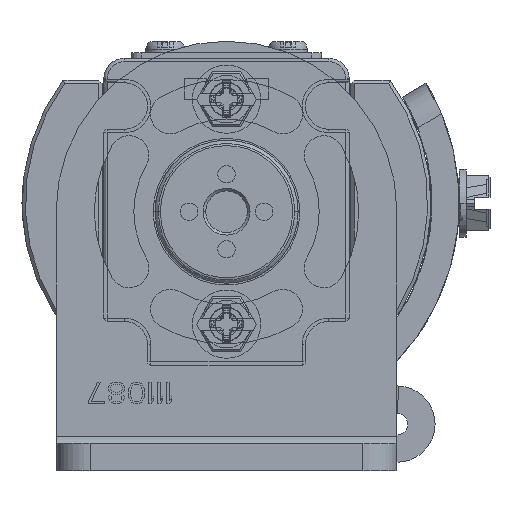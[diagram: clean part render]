
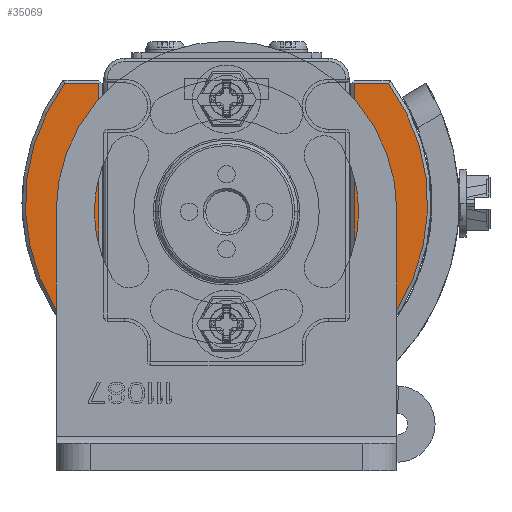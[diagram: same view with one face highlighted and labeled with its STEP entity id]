
A CAD part, front view. The second image highlights one B-rep face of the part: STEP entity #35069.
In plain terms, the highlighted face is planar.
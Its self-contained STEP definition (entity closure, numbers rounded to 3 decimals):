
#34054=DIRECTION('',(1.,0.,0.));
#34055=VECTOR('',#34054,37.);
#34056=CARTESIAN_POINT('',(-19.5,-18.75,-10.));
#34057=LINE('',#34056,#34055);
#34074=DIRECTION('',(0.,-1.,0.));
#34075=VECTOR('',#34074,4.999);
#34076=CARTESIAN_POINT('',(17.5,-18.75,-10.));
#34077=LINE('',#34076,#34075);
#34092=CARTESIAN_POINT('',(0.,0.,-10.));
#34093=DIRECTION('',(0.,0.,-1.));
#34094=DIRECTION('',(0.593,-0.805,0.));
#34095=AXIS2_PLACEMENT_3D('',#34092,#34093,#34094);
#34715=CARTESIAN_POINT('',(-19.5,15.25,-10.));
#34716=DIRECTION('',(0.,0.,1.));
#34717=DIRECTION('',(0.,1.,0.));
#34718=AXIS2_PLACEMENT_3D('',#34715,#34716,#34717);
#34720=DIRECTION('',(-1.,0.,0.));
#34721=VECTOR('',#34720,37.);
#34722=CARTESIAN_POINT('',(17.5,18.75,-10.));
#34723=LINE('',#34722,#34721);
#34736=DIRECTION('',(0.,-1.,0.));
#34737=VECTOR('',#34736,4.999);
#34738=CARTESIAN_POINT('',(17.5,23.749,-10.));
#34739=LINE('',#34738,#34737);
#34753=DIRECTION('',(0.,-1.,0.));
#34754=VECTOR('',#34753,30.5);
#34755=CARTESIAN_POINT('',(-23.,15.25,-10.));
#34756=LINE('',#34755,#34754);
#34774=CARTESIAN_POINT('',(-19.5,-15.25,-10.));
#34775=DIRECTION('',(0.,0.,1.));
#34776=DIRECTION('',(-1.,0.,0.));
#34777=AXIS2_PLACEMENT_3D('',#34774,#34775,#34776);
#34874=CARTESIAN_POINT('',(17.5,-23.749,-10.));
#34875=CARTESIAN_POINT('',(17.5,23.749,-10.));
#34876=VERTEX_POINT('',#34874);
#34877=VERTEX_POINT('',#34875);
#34878=CARTESIAN_POINT('',(17.5,18.75,-10.));
#34879=VERTEX_POINT('',#34878);
#34882=CARTESIAN_POINT('',(17.5,-18.75,-10.));
#34883=VERTEX_POINT('',#34882);
#35030=CARTESIAN_POINT('',(-19.5,18.75,-10.));
#35031=VERTEX_POINT('',#35030);
#35036=CARTESIAN_POINT('',(-23.,15.25,-10.));
#35037=VERTEX_POINT('',#35036);
#35038=CARTESIAN_POINT('',(-23.,-15.25,-10.));
#35039=VERTEX_POINT('',#35038);
#35044=CARTESIAN_POINT('',(-19.5,-18.75,-10.));
#35045=VERTEX_POINT('',#35044);
#35046=CARTESIAN_POINT('',(0.,0.,-10.));
#35047=DIRECTION('',(0.,0.,1.));
#35048=DIRECTION('',(1.,0.,0.));
#35049=AXIS2_PLACEMENT_3D('',#35046,#35047,#35048);
#35050=PLANE('',#35049);
#35052=ORIENTED_EDGE('',*,*,#35051,.F.);
#35054=ORIENTED_EDGE('',*,*,#35053,.F.);
#35056=ORIENTED_EDGE('',*,*,#35055,.F.);
#35058=ORIENTED_EDGE('',*,*,#35057,.F.);
#35060=ORIENTED_EDGE('',*,*,#35059,.F.);
#35062=ORIENTED_EDGE('',*,*,#35061,.F.);
#35064=ORIENTED_EDGE('',*,*,#35063,.F.);
#35066=ORIENTED_EDGE('',*,*,#35065,.F.);
#35067=EDGE_LOOP('',(#35052,#35054,#35056,#35058,#35060,#35062,#35064,#35066));
#35068=FACE_OUTER_BOUND('',#35067,.F.);
#35069=ADVANCED_FACE('',(#35068),#35050,.F.);
#34096=CIRCLE('',#34095,29.5);
#34719=CIRCLE('',#34718,3.5);
#34778=CIRCLE('',#34777,3.5);
#35051=EDGE_CURVE('',#35045,#34883,#34057,.T.);
#35053=EDGE_CURVE('',#35039,#35045,#34778,.T.);
#35055=EDGE_CURVE('',#35037,#35039,#34756,.T.);
#35057=EDGE_CURVE('',#35031,#35037,#34719,.T.);
#35059=EDGE_CURVE('',#34879,#35031,#34723,.T.);
#35061=EDGE_CURVE('',#34877,#34879,#34739,.T.);
#35063=EDGE_CURVE('',#34876,#34877,#34096,.T.);
#35065=EDGE_CURVE('',#34883,#34876,#34077,.T.);
